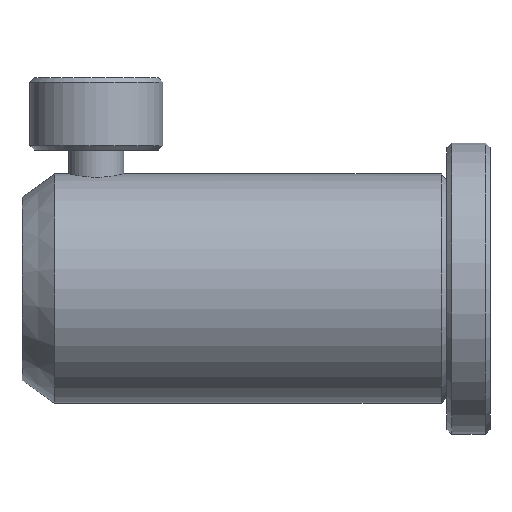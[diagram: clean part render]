
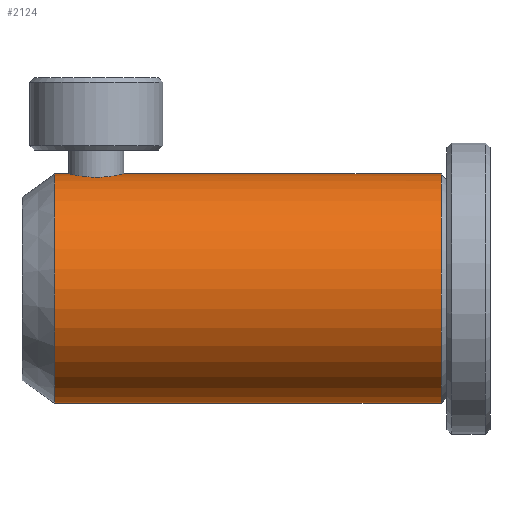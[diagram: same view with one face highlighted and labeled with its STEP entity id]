
A CAD part, left-side view. The second image highlights one B-rep face of the part: STEP entity #2124.
In plain terms, the highlighted cylindrical face has radius 12.507 mm (diameter 25.013 mm), a partial arc.
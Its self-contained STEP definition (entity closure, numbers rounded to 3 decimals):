
#8 = CARTESIAN_POINT ( 'NONE',  ( -16.777, -14.214, 24.353 ) ) ;
#46 = CARTESIAN_POINT ( 'NONE',  ( -19.623, 22.382, 24.025 ) ) ;
#90 = LINE ( 'NONE', #320, #1636 ) ;
#107 = CARTESIAN_POINT ( 'NONE',  ( -16.777, 26.351, 24.353 ) ) ;
#222 = ORIENTED_EDGE ( 'NONE', *, *, #1519, .T. ) ;
#242 = CARTESIAN_POINT ( 'NONE',  ( -19.777, 23.351, 23.987 ) ) ;
#275 = AXIS2_PLACEMENT_3D ( 'NONE', #2894, #2634, #3561 ) ;
#280 = CARTESIAN_POINT ( 'NONE',  ( -19.623, 24.32, 24.025 ) ) ;
#293 = CARTESIAN_POINT ( 'NONE',  ( -17.565, 26.272, 24.333 ) ) ;
#320 = CARTESIAN_POINT ( 'NONE',  ( -16.777, 10.854, 24.353 ) ) ;
#387 = EDGE_CURVE ( 'NONE', #2269, #2544, #90, .T. ) ;
#430 = FACE_OUTER_BOUND ( 'NONE', #3200, .T. ) ;
#457 = EDGE_CURVE ( 'NONE', #2413, #3182, #1736, .T. ) ;
#537 = CARTESIAN_POINT ( 'NONE',  ( -17.749, 20.506, 24.316 ) ) ;
#546 = CARTESIAN_POINT ( 'NONE',  ( -16.976, 20.351, 24.353 ) ) ;
#553 = CARTESIAN_POINT ( 'NONE',  ( -18.108, 26.047, 24.283 ) ) ;
#568 = CARTESIAN_POINT ( 'NONE',  ( -19.777, 23.351, 23.987 ) ) ;
#572 = EDGE_CURVE ( 'NONE', #815, #2492, #709, .T. ) ;
#709 = B_SPLINE_CURVE_WITH_KNOTS ( 'NONE', 3,
 ( #2476, #3329, #293, #553, #1405, #2202, #850, #1678, #3041, #2778, #1933, #280, #1125, #1947, #2215, #568 ),
 .UNSPECIFIED., .F., .F.,
 ( 4, 2, 2, 2, 2, 2, 2, 4 ),
 ( 0.009, 0.011, 0.011, 0.012, 0.012, 0.013, 0.014, 0.014 ),
 .UNSPECIFIED. ) ;
#815 = VERTEX_POINT ( 'NONE', #107 ) ;
#844 = CARTESIAN_POINT ( 'NONE',  ( -19.758, 22.958, 23.992 ) ) ;
#850 = CARTESIAN_POINT ( 'NONE',  ( -18.759, 25.611, 24.195 ) ) ;
#877 = CARTESIAN_POINT ( 'NONE',  ( -16.777, -14.214, -0.661 ) ) ;
#940 = LINE ( 'NONE', #2741, #2212 ) ;
#947 = CARTESIAN_POINT ( 'NONE',  ( -16.777, 10.854, -0.661 ) ) ;
#987 = AXIS2_PLACEMENT_3D ( 'NONE', #3305, #2214, #2486 ) ;
#1045 = CARTESIAN_POINT ( 'NONE',  ( -16.777, 20.351, 24.353 ) ) ;
#1125 = CARTESIAN_POINT ( 'NONE',  ( -19.68, 24.131, 24.011 ) ) ;
#1126 = CARTESIAN_POINT ( 'NONE',  ( -19.777, 23.153, 23.987 ) ) ;
#1222 = CYLINDRICAL_SURFACE ( 'NONE', #275, 12.507 ) ;
#1329 = CARTESIAN_POINT ( 'NONE',  ( -16.777, 27.877, 11.846 ) ) ;
#1340 = DIRECTION ( 'NONE',  ( 0., 1., 0. ) ) ;
#1405 = CARTESIAN_POINT ( 'NONE',  ( -18.283, 25.953, 24.263 ) ) ;
#1519 = EDGE_CURVE ( 'NONE', #815, #2026, #940, .T. ) ;
#1612 = ORIENTED_EDGE ( 'NONE', *, *, #2242, .F. ) ;
#1616 = EDGE_CURVE ( 'NONE', #2413, #2269, #2870, .T. ) ;
#1636 = VECTOR ( 'NONE', #3355, 1000. ) ;
#1643 = CARTESIAN_POINT ( 'NONE',  ( -17.172, 20.371, 24.348 ) ) ;
#1657 = CARTESIAN_POINT ( 'NONE',  ( -19.162, 21.521, 24.124 ) ) ;
#1678 = CARTESIAN_POINT ( 'NONE',  ( -19.036, 25.335, 24.148 ) ) ;
#1736 = LINE ( 'NONE', #947, #2411 ) ;
#1883 = DIRECTION ( 'NONE',  ( 0., 1., 0. ) ) ;
#1915 = CARTESIAN_POINT ( 'NONE',  ( -18.282, 20.749, 24.263 ) ) ;
#1924 = CARTESIAN_POINT ( 'NONE',  ( -16.777, 20.351, 24.353 ) ) ;
#1933 = CARTESIAN_POINT ( 'NONE',  ( -19.471, 24.685, 24.059 ) ) ;
#1947 = CARTESIAN_POINT ( 'NONE',  ( -19.757, 23.747, 23.992 ) ) ;
#1959 = CARTESIAN_POINT ( 'NONE',  ( -18.61, 20.968, 24.219 ) ) ;
#2015 = CARTESIAN_POINT ( 'NONE',  ( -16.777, 27.877, 24.353 ) ) ;
#2026 = VERTEX_POINT ( 'NONE', #2015 ) ;
#2124 = ADVANCED_FACE ( 'NONE', ( #430 ), #1222, .T. ) ;
#2159 = CARTESIAN_POINT ( 'NONE',  ( -19.777, 23.351, 23.987 ) ) ;
#2202 = CARTESIAN_POINT ( 'NONE',  ( -18.609, 25.735, 24.219 ) ) ;
#2212 = VECTOR ( 'NONE', #1883, 1000. ) ;
#2214 = DIRECTION ( 'NONE',  ( 0., 1., 0. ) ) ;
#2215 = CARTESIAN_POINT ( 'NONE',  ( -19.777, 23.549, 23.987 ) ) ;
#2242 = EDGE_CURVE ( 'NONE', #2492, #2544, #3441, .T. ) ;
#2262 = DIRECTION ( 'NONE',  ( 0., 0., 1. ) ) ;
#2266 = ORIENTED_EDGE ( 'NONE', *, *, #572, .F. ) ;
#2269 = VERTEX_POINT ( 'NONE', #8 ) ;
#2334 = ORIENTED_EDGE ( 'NONE', *, *, #3176, .F. ) ;
#2351 = AXIS2_PLACEMENT_3D ( 'NONE', #1329, #1340, #2262 ) ;
#2411 = VECTOR ( 'NONE', #3124, 1000. ) ;
#2413 = VERTEX_POINT ( 'NONE', #877 ) ;
#2457 = CARTESIAN_POINT ( 'NONE',  ( -19.681, 22.573, 24.011 ) ) ;
#2467 = CARTESIAN_POINT ( 'NONE',  ( -18.11, 20.657, 24.283 ) ) ;
#2476 = CARTESIAN_POINT ( 'NONE',  ( -16.777, 26.351, 24.353 ) ) ;
#2479 = CARTESIAN_POINT ( 'NONE',  ( -17.559, 20.448, 24.33 ) ) ;
#2486 = DIRECTION ( 'NONE',  ( 0., 0., 1. ) ) ;
#2492 = VERTEX_POINT ( 'NONE', #242 ) ;
#2544 = VERTEX_POINT ( 'NONE', #1045 ) ;
#2634 = DIRECTION ( 'NONE',  ( 0., 1., 0. ) ) ;
#2710 = ORIENTED_EDGE ( 'NONE', *, *, #1616, .T. ) ;
#2741 = CARTESIAN_POINT ( 'NONE',  ( -16.777, 10.854, 24.353 ) ) ;
#2778 = CARTESIAN_POINT ( 'NONE',  ( -19.379, 24.857, 24.079 ) ) ;
#2870 = CIRCLE ( 'NONE', #987, 12.507 ) ;
#2894 = CARTESIAN_POINT ( 'NONE',  ( -16.777, 10.854, 11.846 ) ) ;
#3001 = ORIENTED_EDGE ( 'NONE', *, *, #457, .F. ) ;
#3041 = CARTESIAN_POINT ( 'NONE',  ( -19.162, 25.181, 24.124 ) ) ;
#3045 = CARTESIAN_POINT ( 'NONE',  ( -18.762, 21.093, 24.195 ) ) ;
#3124 = DIRECTION ( 'NONE',  ( 0., 1., 0. ) ) ;
#3176 = EDGE_CURVE ( 'NONE', #3182, #2026, #3546, .T. ) ;
#3182 = VERTEX_POINT ( 'NONE', #3334 ) ;
#3200 = EDGE_LOOP ( 'NONE', ( #3001, #2710, #3470, #1612, #2266, #222, #2334 ) ) ;
#3298 = CARTESIAN_POINT ( 'NONE',  ( -19.473, 22.02, 24.059 ) ) ;
#3305 = CARTESIAN_POINT ( 'NONE',  ( -16.777, -14.214, 11.846 ) ) ;
#3329 = CARTESIAN_POINT ( 'NONE',  ( -17.169, 26.351, 24.353 ) ) ;
#3330 = CARTESIAN_POINT ( 'NONE',  ( -19.38, 21.848, 24.079 ) ) ;
#3334 = CARTESIAN_POINT ( 'NONE',  ( -16.777, 27.877, -0.661 ) ) ;
#3355 = DIRECTION ( 'NONE',  ( 0., 1., 0. ) ) ;
#3441 = B_SPLINE_CURVE_WITH_KNOTS ( 'NONE', 3,
 ( #2159, #1126, #844, #2457, #46, #3298, #3330, #1657, #3575, #3045, #1959, #1915, #2467, #537, #2479, #1643, #546, #1924 ),
 .UNSPECIFIED., .F., .F.,
 ( 4, 2, 2, 2, 2, 2, 2, 2, 4 ),
 ( 0.014, 0.015, 0.015, 0.016, 0.016, 0.017, 0.018, 0.018, 0.019 ),
 .UNSPECIFIED. ) ;
#3470 = ORIENTED_EDGE ( 'NONE', *, *, #387, .T. ) ;
#3546 = CIRCLE ( 'NONE', #2351, 12.507 ) ;
#3561 = DIRECTION ( 'NONE',  ( 0., 0., 1. ) ) ;
#3575 = CARTESIAN_POINT ( 'NONE',  ( -19.037, 21.368, 24.148 ) ) ;
